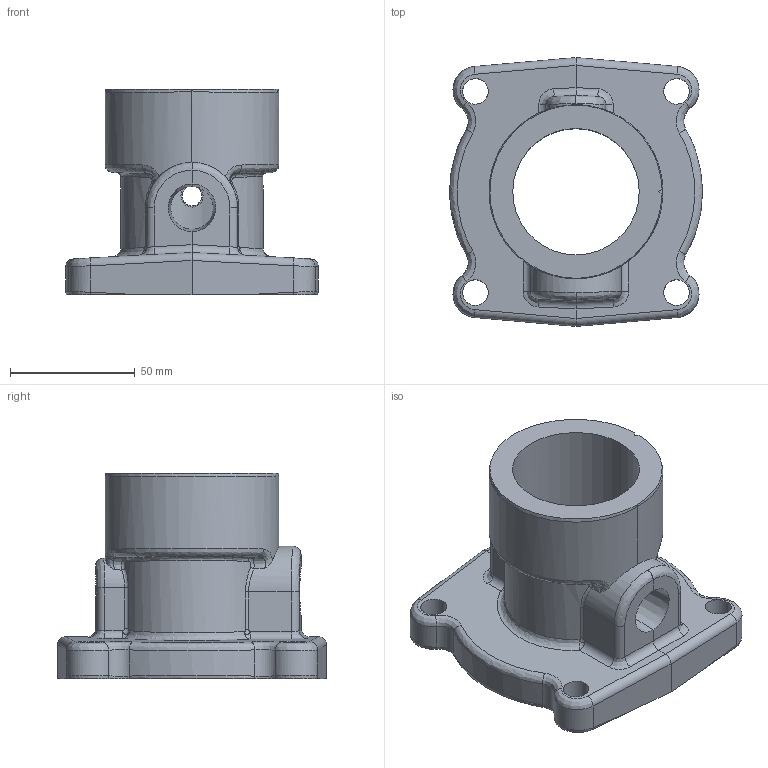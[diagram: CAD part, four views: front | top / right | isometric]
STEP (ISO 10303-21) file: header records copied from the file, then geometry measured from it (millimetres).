
FILE_DESCRIPTION((''),'2;1');
FILE_NAME('C20697','2012-01-27T',('jdetw'),(''),'PRO/ENGINEER BY PARAMETRIC TECHNOLOGY CORPORATION, 2011180','PRO/ENGINEER BY PARAMETRIC TECHNOLOGY CORPORATION, 2011180','');
FILE_SCHEMA(('CONFIG_CONTROL_DESIGN'));
Length unit declared in the file: inch
Products named in the file (1): C20697
Bounding box: 101.6 x 107.95 x 82.55 mm (x, y, z)
Volume: 216210.2 mm3; surface area: 52798.5 mm2
Topology: 1 solids, 2 shells, 143 faces, 347 edges, 204 vertices
Faces by surface type: bspline 62, cylinder 54, plane 19, sphere 4, cone 2, extrusion 2
Entity records: 8466 total; most frequent: CARTESIAN_POINT 5591, ORIENTED_EDGE 690, DIRECTION 429, EDGE_CURVE 347, VERTEX_POINT 204, B_SPLINE_CURVE_WITH_KNOTS 167, AXIS2_PLACEMENT_3D 165, EDGE_LOOP 155
